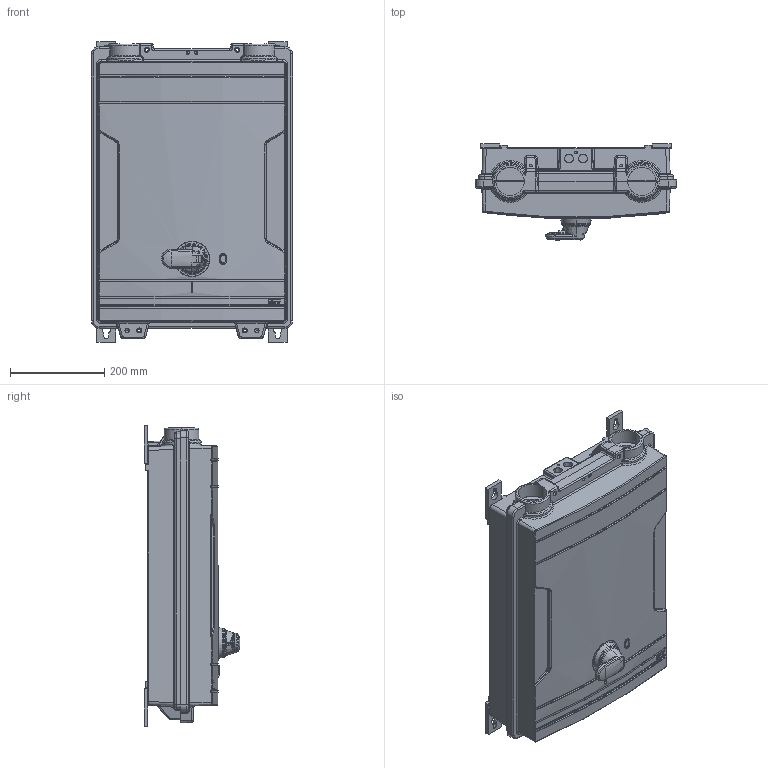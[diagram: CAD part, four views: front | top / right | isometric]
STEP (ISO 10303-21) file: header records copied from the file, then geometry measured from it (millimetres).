
FILE_DESCRIPTION((''),'2;1');
FILE_NAME('OKA_OTA_125_160P3B_P3Y_SIMPLIFI','2020-11-25T12:56:38',('FIJOKON'),(''),'CREO PARAMETRIC BY PTC INC, 2019164','CREO PARAMETRIC BY PTC INC, 2019164','');
FILE_SCHEMA(('AUTOMOTIVE_DESIGN { 1 0 10303 214 1 1 1 1 }'));
Products named in the file (1): OKA_OTA_125_160P3B_P3Y_SIMPLIFI
Bounding box: 427 x 203.3 x 638.51 mm (x, y, z)
Volume: 31750415 mm3; surface area: 1706752.1 mm2
Topology: 1 solids, 2 shells, 2104 faces, 5577 edges, 3511 vertices
Faces by surface type: plane 739, cylinder 558, extrusion 308, bspline 205, torus 117, cone 111, sphere 66
Entity records: 127345 total; most frequent: CARTESIAN_POINT 66358, ORIENTED_EDGE 11018, DIRECTION 8878, EDGE_CURVE 5509, VERTEX_POINT 3511, AXIS2_PLACEMENT_3D 2966, VECTOR 2943, LINE 2635
